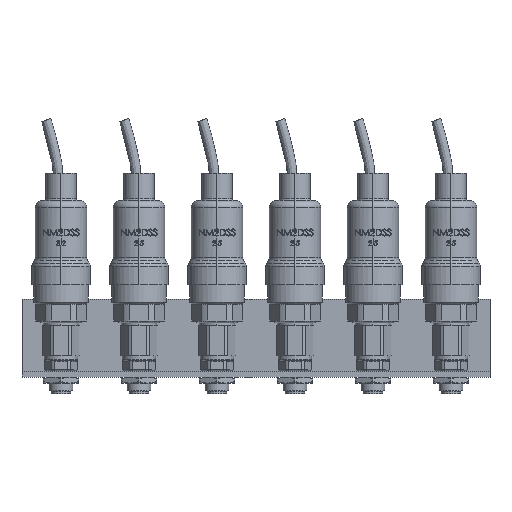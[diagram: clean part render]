
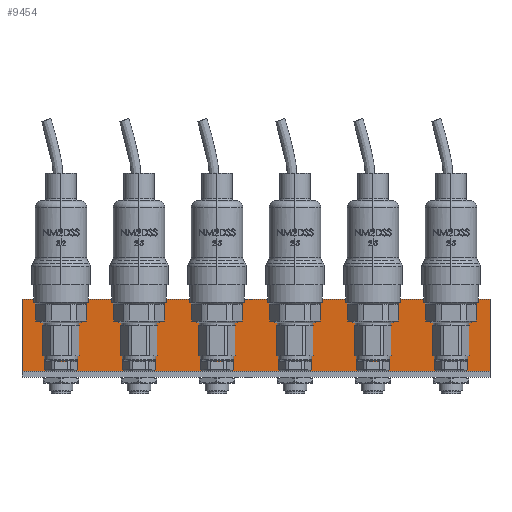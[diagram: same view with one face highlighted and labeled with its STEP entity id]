
A CAD part, front view. The second image highlights one B-rep face of the part: STEP entity #9454.
In plain terms, the highlighted planar face has unit normal (0, -1, 0).
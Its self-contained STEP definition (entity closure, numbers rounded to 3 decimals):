
#404 = EDGE_CURVE ( 'NONE', #21161, #49430, #6573, .T. ) ;
#3341 = PLANE ( 'NONE',  #27779 ) ;
#3605 = CARTESIAN_POINT ( 'NONE',  ( -240., -3., 40. ) ) ;
#3778 = FACE_OUTER_BOUND ( 'NONE', #12102, .T. ) ;
#5977 = CARTESIAN_POINT ( 'NONE',  ( 0., -3., 40. ) ) ;
#6573 = LINE ( 'NONE', #5977, #64922 ) ;
#9276 = DIRECTION ( 'NONE',  ( 0., 0., -1. ) ) ;
#9454 = ADVANCED_FACE ( 'NONE', ( #3778 ), #3341, .T. ) ;
#12102 = EDGE_LOOP ( 'NONE', ( #29931, #22902, #56526, #65388 ) ) ;
#17649 = LINE ( 'NONE', #70374, #47667 ) ;
#18026 = LINE ( 'NONE', #65833, #29515 ) ;
#18603 = VECTOR ( 'NONE', #70141, 1000. ) ;
#20148 = VERTEX_POINT ( 'NONE', #41601 ) ;
#21161 = VERTEX_POINT ( 'NONE', #53809 ) ;
#22902 = ORIENTED_EDGE ( 'NONE', *, *, #47522, .F. ) ;
#26269 = CARTESIAN_POINT ( 'NONE',  ( 0., -3., 3. ) ) ;
#27779 = AXIS2_PLACEMENT_3D ( 'NONE', #3605, #43069, #9276 ) ;
#29515 = VECTOR ( 'NONE', #71541, 1000. ) ;
#29931 = ORIENTED_EDGE ( 'NONE', *, *, #404, .F. ) ;
#33563 = CARTESIAN_POINT ( 'NONE',  ( -240., -3., 40. ) ) ;
#33653 = LINE ( 'NONE', #47355, #18603 ) ;
#36491 = DIRECTION ( 'NONE',  ( 1., 0., 0. ) ) ;
#36997 = VERTEX_POINT ( 'NONE', #33563 ) ;
#41601 = CARTESIAN_POINT ( 'NONE',  ( -240., -3., 3. ) ) ;
#43069 = DIRECTION ( 'NONE',  ( 0., -1., 0. ) ) ;
#47355 = CARTESIAN_POINT ( 'NONE',  ( -240., -3., 3. ) ) ;
#47522 = EDGE_CURVE ( 'NONE', #36997, #21161, #17649, .T. ) ;
#47667 = VECTOR ( 'NONE', #36491, 1000. ) ;
#48768 = EDGE_CURVE ( 'NONE', #20148, #49430, #33653, .T. ) ;
#49430 = VERTEX_POINT ( 'NONE', #26269 ) ;
#50711 = EDGE_CURVE ( 'NONE', #36997, #20148, #18026, .T. ) ;
#53809 = CARTESIAN_POINT ( 'NONE',  ( 0., -3., 40. ) ) ;
#56526 = ORIENTED_EDGE ( 'NONE', *, *, #50711, .T. ) ;
#61535 = DIRECTION ( 'NONE',  ( 0., 0., -1. ) ) ;
#64922 = VECTOR ( 'NONE', #61535, 1000. ) ;
#65388 = ORIENTED_EDGE ( 'NONE', *, *, #48768, .T. ) ;
#65833 = CARTESIAN_POINT ( 'NONE',  ( -240., -3., 40. ) ) ;
#70141 = DIRECTION ( 'NONE',  ( 1., 0., 0. ) ) ;
#70374 = CARTESIAN_POINT ( 'NONE',  ( -240., -3., 40. ) ) ;
#71541 = DIRECTION ( 'NONE',  ( 0., 0., -1. ) ) ;
